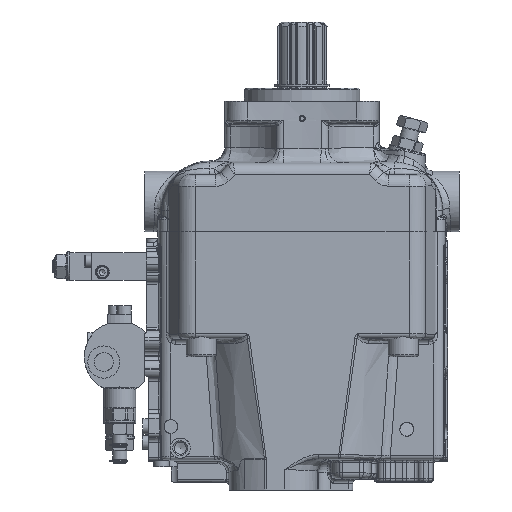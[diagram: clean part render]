
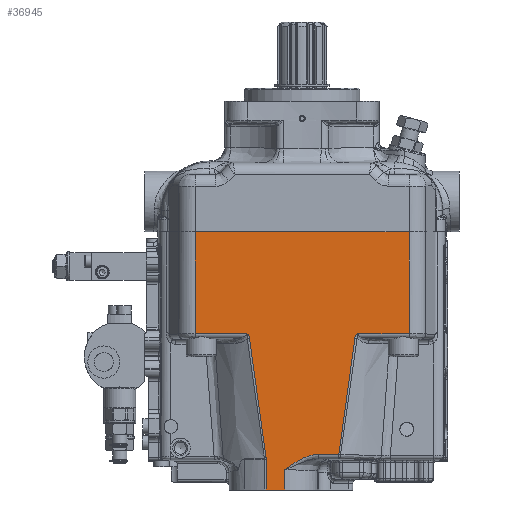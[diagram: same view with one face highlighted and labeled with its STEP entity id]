
A CAD part, left-side view. The second image highlights one B-rep face of the part: STEP entity #36945.
In plain terms, the highlighted face is planar.
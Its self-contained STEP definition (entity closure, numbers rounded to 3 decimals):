
#3661=ELLIPSE('',#40766,6.831,5.561);
#4284=LINE('',#67864,#6195);
#4457=LINE('',#69706,#6368);
#4517=LINE('',#70086,#6428);
#4778=LINE('',#77052,#6689);
#4779=LINE('',#77055,#6690);
#4780=LINE('',#77078,#6691);
#4781=LINE('',#77093,#6692);
#4782=LINE('',#77116,#6693);
#4783=LINE('',#77117,#6694);
#6195=VECTOR('',#45185,10.);
#6368=VECTOR('',#45952,10.);
#6428=VECTOR('',#46236,10.);
#6689=VECTOR('',#47581,10.);
#6690=VECTOR('',#47586,10.);
#6691=VECTOR('',#47589,10.);
#6692=VECTOR('',#47590,10.);
#6693=VECTOR('',#47591,10.);
#6694=VECTOR('',#47592,10.);
#8362=B_SPLINE_CURVE_WITH_KNOTS('',3,(#77057,#77058,#77059,#77060,#77061,
#77062,#77063,#77064,#77065,#77066,#77067,#77068,#77069),.UNSPECIFIED.,
 .F.,.F.,(4,1,1,1,1,1,1,1,2,4),(0.,0.078,0.156,
0.234,0.273,0.312,0.351,
0.37,0.39,0.391),.UNSPECIFIED.);
#8363=B_SPLINE_CURVE_WITH_KNOTS('',3,(#77071,#77072,#77073,#77074,#77075),
 .UNSPECIFIED.,.F.,.F.,(4,1,4),(0.,4.786,8.375),
 .UNSPECIFIED.);
#8364=B_SPLINE_CURVE_WITH_KNOTS('',3,(#77080,#77081,#77082,#77083,#77084,
#77085,#77086,#77087,#77088,#77089,#77090,#77091),.UNSPECIFIED.,.F.,.F.,
(4,1,1,1,1,1,1,2,4),(0.,0.518,0.777,
1.036,1.295,1.554,2.071,2.589,
2.591),.UNSPECIFIED.);
#8365=B_SPLINE_CURVE_WITH_KNOTS('',3,(#77095,#77096,#77097,#77098,#77099),
 .UNSPECIFIED.,.F.,.F.,(4,1,4),(0.,3.491,8.145),
 .UNSPECIFIED.);
#8366=B_SPLINE_CURVE_WITH_KNOTS('',3,(#77101,#77102,#77103,#77104,#77105,
#77106,#77107,#77108,#77109,#77110,#77111,#77112,#77113,#77114),
 .UNSPECIFIED.,.F.,.F.,(4,2,1,1,1,1,1,1,1,1,4),(-0.001,0.,
0.019,0.039,0.078,0.117,
0.156,0.195,0.234,0.312,
0.39),.UNSPECIFIED.);
#9605=FACE_OUTER_BOUND('',#11930,.T.);
#11930=EDGE_LOOP('',(#28918,#28919,#28920,#28921,#28922,#28923,#28924,#28925,
#28926,#28927,#28928,#28929,#28930,#28931,#28932));
#16098=VERTEX_POINT('',#67861);
#16099=VERTEX_POINT('',#67863);
#16450=VERTEX_POINT('',#69622);
#16454=VERTEX_POINT('',#69632);
#16585=VERTEX_POINT('',#70083);
#16586=VERTEX_POINT('',#70085);
#17071=VERTEX_POINT('',#77051);
#17072=VERTEX_POINT('',#77056);
#17073=VERTEX_POINT('',#77070);
#17074=VERTEX_POINT('',#77077);
#17075=VERTEX_POINT('',#77079);
#17076=VERTEX_POINT('',#77092);
#17077=VERTEX_POINT('',#77094);
#17078=VERTEX_POINT('',#77100);
#17079=VERTEX_POINT('',#77115);
#19955=EDGE_CURVE('',#16099,#16098,#4284,.T.);
#20398=EDGE_CURVE('',#16454,#16450,#4457,.T.);
#20551=EDGE_CURVE('',#16586,#16585,#4517,.T.);
#21359=EDGE_CURVE('',#16586,#17071,#4778,.T.);
#21361=EDGE_CURVE('',#16450,#16098,#4779,.T.);
#21362=EDGE_CURVE('',#17072,#16454,#8362,.T.);
#21363=EDGE_CURVE('',#17073,#17072,#8363,.T.);
#21364=EDGE_CURVE('',#17071,#17073,#3661,.T.);
#21365=EDGE_CURVE('',#17074,#16585,#4780,.T.);
#21366=EDGE_CURVE('',#17075,#17074,#8364,.T.);
#21367=EDGE_CURVE('',#17076,#17075,#4781,.T.);
#21368=EDGE_CURVE('',#17077,#17076,#8365,.T.);
#21369=EDGE_CURVE('',#17078,#17077,#8366,.T.);
#21370=EDGE_CURVE('',#17079,#17078,#4782,.T.);
#21371=EDGE_CURVE('',#16099,#17079,#4783,.T.);
#28918=ORIENTED_EDGE('',*,*,#19955,.T.);
#28919=ORIENTED_EDGE('',*,*,#21361,.F.);
#28920=ORIENTED_EDGE('',*,*,#20398,.F.);
#28921=ORIENTED_EDGE('',*,*,#21362,.F.);
#28922=ORIENTED_EDGE('',*,*,#21363,.F.);
#28923=ORIENTED_EDGE('',*,*,#21364,.F.);
#28924=ORIENTED_EDGE('',*,*,#21359,.F.);
#28925=ORIENTED_EDGE('',*,*,#20551,.T.);
#28926=ORIENTED_EDGE('',*,*,#21365,.F.);
#28927=ORIENTED_EDGE('',*,*,#21366,.F.);
#28928=ORIENTED_EDGE('',*,*,#21367,.F.);
#28929=ORIENTED_EDGE('',*,*,#21368,.F.);
#28930=ORIENTED_EDGE('',*,*,#21369,.F.);
#28931=ORIENTED_EDGE('',*,*,#21370,.F.);
#28932=ORIENTED_EDGE('',*,*,#21371,.F.);
#35566=PLANE('',#40765);
#36945=ADVANCED_FACE('',(#9605),#35566,.T.);
#40765=AXIS2_PLACEMENT_3D('',#77054,#47584,#47585);
#40766=AXIS2_PLACEMENT_3D('',#77076,#47587,#47588);
#45185=DIRECTION('',(0.,1.,0.));
#45952=DIRECTION('',(0.,1.,0.));
#46236=DIRECTION('',(0.,-1.,0.));
#47581=DIRECTION('',(0.,0.,-1.));
#47584=DIRECTION('center_axis',(1.,0.,0.));
#47585=DIRECTION('ref_axis',(0.,0.,-1.));
#47586=DIRECTION('',(0.,0.,-1.));
#47587=DIRECTION('center_axis',(1.,0.,0.));
#47588=DIRECTION('ref_axis',(0.,-0.255,0.967));
#47589=DIRECTION('',(0.,0.,1.));
#47590=DIRECTION('',(0.,1.,0.));
#47591=DIRECTION('',(0.,1.,0.));
#47592=DIRECTION('',(0.,0.,1.));
#67861=CARTESIAN_POINT('',(65.,74.101,0.));
#67863=CARTESIAN_POINT('',(65.,-74.101,0.));
#67864=CARTESIAN_POINT('',(65.,41.25,0.));
#69622=CARTESIAN_POINT('',(65.,74.101,70.688));
#69632=CARTESIAN_POINT('',(65.,38.639,70.688));
#69706=CARTESIAN_POINT('',(65.,41.25,70.688));
#70083=CARTESIAN_POINT('',(65.,12.041,179.));
#70085=CARTESIAN_POINT('',(65.,24.951,179.));
#70086=CARTESIAN_POINT('',(65.,-9.25,179.));
#77051=CARTESIAN_POINT('',(65.,24.951,157.967));
#77052=CARTESIAN_POINT('',(65.,24.951,159.));
#77054=CARTESIAN_POINT('Origin',(65.,82.5,0.));
#77055=CARTESIAN_POINT('',(65.,74.101,0.));
#77056=CARTESIAN_POINT('',(65.,36.509,73.687));
#77057=CARTESIAN_POINT('Ctrl Pts',(65.,36.509,73.687));
#77058=CARTESIAN_POINT('Ctrl Pts',(65.,36.54,73.429));
#77059=CARTESIAN_POINT('Ctrl Pts',(65.,36.64,72.911));
#77060=CARTESIAN_POINT('Ctrl Pts',(65.,36.914,72.173));
#77061=CARTESIAN_POINT('Ctrl Pts',(65.,37.255,71.615));
#77062=CARTESIAN_POINT('Ctrl Pts',(65.,37.607,71.224));
#77063=CARTESIAN_POINT('Ctrl Pts',(65.,37.907,70.974));
#77064=CARTESIAN_POINT('Ctrl Pts',(65.,38.191,70.811));
#77065=CARTESIAN_POINT('Ctrl Pts',(65.,38.436,70.723));
#77066=CARTESIAN_POINT('Ctrl Pts',(65.,38.564,70.697));
#77067=CARTESIAN_POINT('Ctrl Pts',(65.,38.632,70.689));
#77068=CARTESIAN_POINT('Ctrl Pts',(65.,38.636,70.688));
#77069=CARTESIAN_POINT('Ctrl Pts',(65.,38.639,70.688));
#77070=CARTESIAN_POINT('',(65.,25.059,156.649));
#77071=CARTESIAN_POINT('Ctrl Pts',(65.,25.059,156.649));
#77072=CARTESIAN_POINT('Ctrl Pts',(65.,27.628,140.904));
#77073=CARTESIAN_POINT('Ctrl Pts',(65.,31.582,113.264));
#77074=CARTESIAN_POINT('Ctrl Pts',(65.,35.074,85.565));
#77075=CARTESIAN_POINT('Ctrl Pts',(65.,36.509,73.687));
#77076=CARTESIAN_POINT('Origin',(65.,30.604,157.28));
#77077=CARTESIAN_POINT('',(65.,12.041,165.094));
#77078=CARTESIAN_POINT('',(65.,12.041,93.));
#77079=CARTESIAN_POINT('',(65.,-11.169,154.378));
#77080=CARTESIAN_POINT('Ctrl Pts',(65.,-11.169,154.378));
#77081=CARTESIAN_POINT('Ctrl Pts',(65.,-9.443,154.378));
#77082=CARTESIAN_POINT('Ctrl Pts',(65.,-6.838,154.734));
#77083=CARTESIAN_POINT('Ctrl Pts',(65.,-3.512,155.733));
#77084=CARTESIAN_POINT('Ctrl Pts',(65.,-1.113,156.691));
#77085=CARTESIAN_POINT('Ctrl Pts',(65.,1.215,157.827));
#77086=CARTESIAN_POINT('Ctrl Pts',(65.,4.229,159.535));
#77087=CARTESIAN_POINT('Ctrl Pts',(65.,7.854,161.961));
#77088=CARTESIAN_POINT('Ctrl Pts',(65.,10.645,164.045));
#77089=CARTESIAN_POINT('Ctrl Pts',(65.,12.03,165.086));
#77090=CARTESIAN_POINT('Ctrl Pts',(65.,12.036,165.09));
#77091=CARTESIAN_POINT('Ctrl Pts',(65.,12.041,165.094));
#77092=CARTESIAN_POINT('',(65.,-25.427,154.378));
#77093=CARTESIAN_POINT('',(65.,39.501,154.378));
#77094=CARTESIAN_POINT('',(65.,-36.509,73.687));
#77095=CARTESIAN_POINT('Ctrl Pts',(65.,-36.509,73.687));
#77096=CARTESIAN_POINT('Ctrl Pts',(65.,-35.114,85.239));
#77097=CARTESIAN_POINT('Ctrl Pts',(65.,-31.722,112.177));
#77098=CARTESIAN_POINT('Ctrl Pts',(65.,-27.896,139.061));
#77099=CARTESIAN_POINT('Ctrl Pts',(65.,-25.427,154.378));
#77100=CARTESIAN_POINT('',(65.,-38.639,70.688));
#77101=CARTESIAN_POINT('Ctrl Pts',(65.,-38.639,70.688));
#77102=CARTESIAN_POINT('Ctrl Pts',(65.,-38.636,70.688));
#77103=CARTESIAN_POINT('Ctrl Pts',(65.,-38.632,70.689));
#77104=CARTESIAN_POINT('Ctrl Pts',(65.,-38.564,70.697));
#77105=CARTESIAN_POINT('Ctrl Pts',(65.,-38.436,70.723));
#77106=CARTESIAN_POINT('Ctrl Pts',(65.,-38.191,70.811));
#77107=CARTESIAN_POINT('Ctrl Pts',(65.,-37.907,70.974));
#77108=CARTESIAN_POINT('Ctrl Pts',(65.,-37.607,71.224));
#77109=CARTESIAN_POINT('Ctrl Pts',(65.,-37.344,71.516));
#77110=CARTESIAN_POINT('Ctrl Pts',(65.,-37.118,71.84));
#77111=CARTESIAN_POINT('Ctrl Pts',(65.,-36.868,72.295));
#77112=CARTESIAN_POINT('Ctrl Pts',(65.,-36.639,72.912));
#77113=CARTESIAN_POINT('Ctrl Pts',(65.,-36.54,73.429));
#77114=CARTESIAN_POINT('Ctrl Pts',(65.,-36.509,73.687));
#77115=CARTESIAN_POINT('',(65.,-74.101,70.688));
#77116=CARTESIAN_POINT('',(65.,41.25,70.688));
#77117=CARTESIAN_POINT('',(65.,-74.101,0.));
